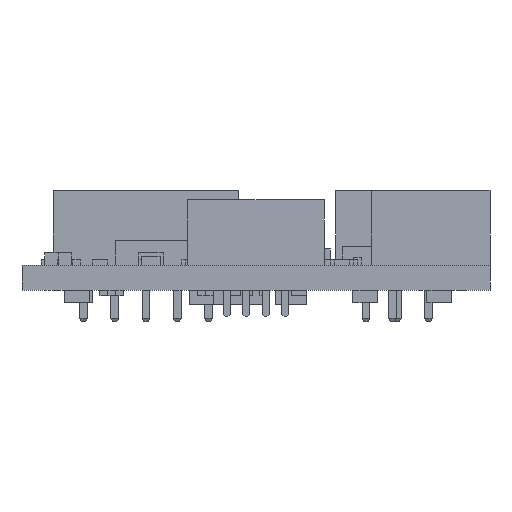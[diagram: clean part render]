
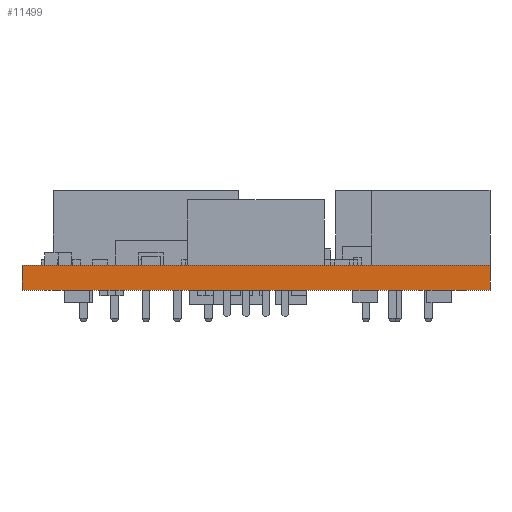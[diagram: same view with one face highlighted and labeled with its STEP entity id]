
A CAD part, front view. The second image highlights one B-rep face of the part: STEP entity #11499.
In plain terms, the highlighted planar face has unit normal (0, -1, 0).
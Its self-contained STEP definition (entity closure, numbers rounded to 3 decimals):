
#222=FACE_OUTER_BOUND('',#1022,.T.);
#1022=EDGE_LOOP('',(#8130,#8131,#8132,#8133));
#1694=LINE('',#15947,#3274);
#1877=LINE('',#16330,#3457);
#2187=LINE('',#17031,#3767);
#2188=LINE('',#17032,#3768);
#3274=VECTOR('',#12909,1000.);
#3457=VECTOR('',#13110,1000.);
#3767=VECTOR('',#13528,1000.);
#3768=VECTOR('',#13529,1000.);
#4854=VERTEX_POINT('',#15945);
#4855=VERTEX_POINT('',#15946);
#5045=VERTEX_POINT('',#16327);
#5046=VERTEX_POINT('',#16329);
#5930=EDGE_CURVE('',#4854,#4855,#1694,.T.);
#6121=EDGE_CURVE('',#5045,#5046,#1877,.T.);
#6472=EDGE_CURVE('',#5046,#4855,#2187,.T.);
#6473=EDGE_CURVE('',#5045,#4854,#2188,.T.);
#8130=ORIENTED_EDGE('',*,*,#5930,.T.);
#8131=ORIENTED_EDGE('',*,*,#6472,.F.);
#8132=ORIENTED_EDGE('',*,*,#6121,.F.);
#8133=ORIENTED_EDGE('',*,*,#6473,.T.);
#10822=PLANE('',#12240);
#11499=ADVANCED_FACE('',(#222),#10822,.F.);
#12240=AXIS2_PLACEMENT_3D('',#17030,#13526,#13527);
#12909=DIRECTION('',(1.,0.,0.));
#13110=DIRECTION('',(1.,0.,0.));
#13526=DIRECTION('center_axis',(0.,1.,0.));
#13527=DIRECTION('ref_axis',(0.,0.,1.));
#13528=DIRECTION('',(0.,0.,-1.));
#13529=DIRECTION('',(0.,0.,-1.));
#15945=CARTESIAN_POINT('',(0.,0.,0.));
#15946=CARTESIAN_POINT('',(30.,0.,0.));
#15947=CARTESIAN_POINT('',(0.,0.,0.));
#16327=CARTESIAN_POINT('',(0.,0.,1.6));
#16329=CARTESIAN_POINT('',(30.,0.,1.6));
#16330=CARTESIAN_POINT('',(0.,0.,1.6));
#17030=CARTESIAN_POINT('Origin',(0.,0.,1.6));
#17031=CARTESIAN_POINT('',(30.,0.,1.6));
#17032=CARTESIAN_POINT('',(0.,0.,1.6));
